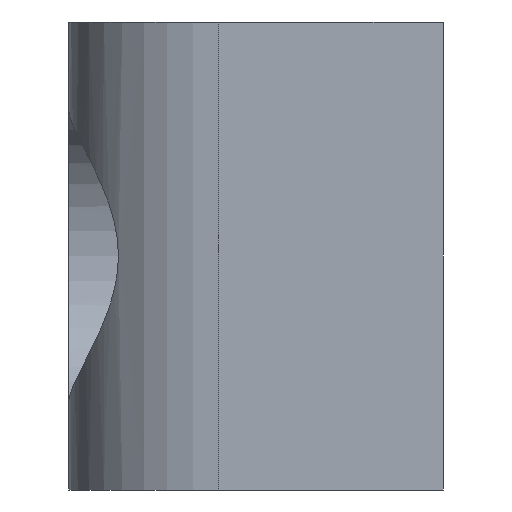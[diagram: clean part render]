
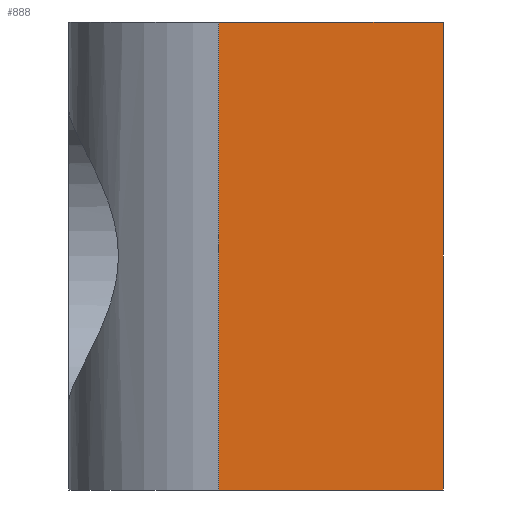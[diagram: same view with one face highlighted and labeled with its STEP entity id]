
A CAD part, left-side view. The second image highlights one B-rep face of the part: STEP entity #888.
In plain terms, the highlighted planar face has unit normal (-1, 0, 0).
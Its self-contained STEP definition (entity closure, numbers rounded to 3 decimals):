
#54=PLANE('',#995);
#84=FACE_OUTER_BOUND('',#152,.T.);
#152=EDGE_LOOP('',(#723,#724,#725,#726));
#249=LINE('',#1374,#309);
#256=LINE('',#1395,#316);
#268=LINE('',#1470,#328);
#287=LINE('',#1557,#347);
#309=VECTOR('',#1053,10.);
#316=VECTOR('',#1070,10.);
#328=VECTOR('',#1118,10.);
#347=VECTOR('',#1215,10.);
#374=VERTEX_POINT('',#1371);
#375=VERTEX_POINT('',#1373);
#384=VERTEX_POINT('',#1393);
#405=VERTEX_POINT('',#1469);
#454=EDGE_CURVE('',#374,#375,#249,.T.);
#465=EDGE_CURVE('',#374,#384,#256,.T.);
#492=EDGE_CURVE('',#375,#405,#268,.T.);
#534=EDGE_CURVE('',#384,#405,#287,.T.);
#723=ORIENTED_EDGE('',*,*,#454,.F.);
#724=ORIENTED_EDGE('',*,*,#465,.T.);
#725=ORIENTED_EDGE('',*,*,#534,.T.);
#726=ORIENTED_EDGE('',*,*,#492,.F.);
#888=ADVANCED_FACE('',(#84),#54,.T.);
#995=AXIS2_PLACEMENT_3D('',#1564,#1224,#1225);
#1053=DIRECTION('',(0.,0.,1.));
#1070=DIRECTION('',(0.,-1.,0.));
#1118=DIRECTION('',(0.,-1.,0.));
#1215=DIRECTION('',(0.,0.,1.));
#1224=DIRECTION('center_axis',(-1.,0.,0.));
#1225=DIRECTION('ref_axis',(0.,-1.,0.));
#1371=CARTESIAN_POINT('',(0.,61.,0.));
#1373=CARTESIAN_POINT('',(0.,61.,12.5));
#1374=CARTESIAN_POINT('',(0.,61.,0.));
#1393=CARTESIAN_POINT('',(0.,55.,0.));
#1395=CARTESIAN_POINT('',(0.,65.,0.));
#1469=CARTESIAN_POINT('',(0.,55.,12.5));
#1470=CARTESIAN_POINT('',(0.,65.,12.5));
#1557=CARTESIAN_POINT('',(0.,55.,3.125));
#1564=CARTESIAN_POINT('Origin',(0.,65.,0.));
